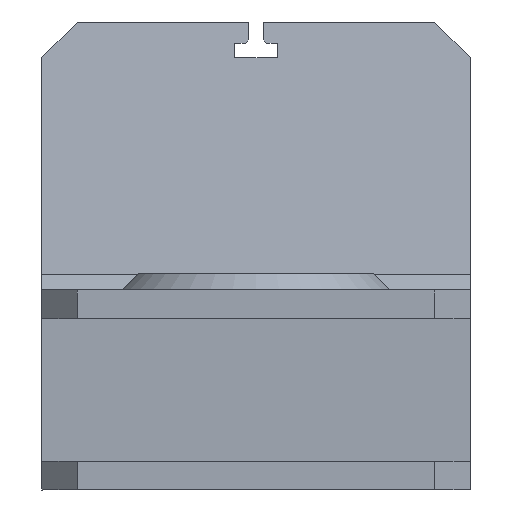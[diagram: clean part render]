
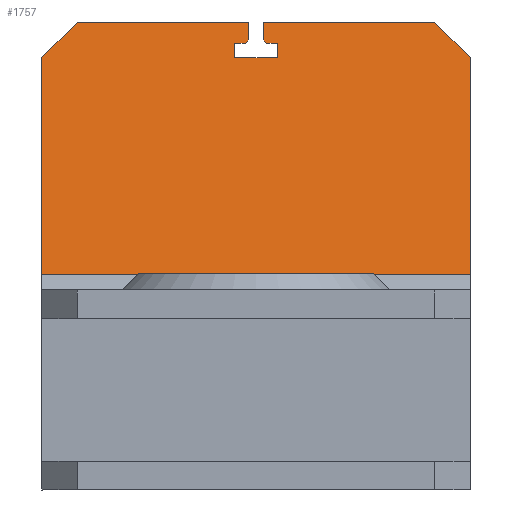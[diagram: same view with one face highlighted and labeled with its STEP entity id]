
A CAD part, left-side view. The second image highlights one B-rep face of the part: STEP entity #1757.
In plain terms, the highlighted face is planar.
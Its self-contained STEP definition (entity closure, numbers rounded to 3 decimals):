
#155=FACE_OUTER_BOUND('',#255,.T.);
#255=EDGE_LOOP('',(#1215,#1216,#1217,#1218,#1219,#1220,#1221,#1222,#1223,
#1224,#1225,#1226,#1227,#1228,#1229,#1230,#1231,#1232,#1233,#1234));
#394=LINE('',#2566,#590);
#403=LINE('',#2585,#599);
#407=LINE('',#2593,#603);
#410=LINE('',#2599,#606);
#411=LINE('',#2601,#607);
#412=LINE('',#2602,#608);
#413=LINE('',#2604,#609);
#414=LINE('',#2606,#610);
#415=LINE('',#2608,#611);
#416=LINE('',#2610,#612);
#417=LINE('',#2612,#613);
#418=LINE('',#2614,#614);
#419=LINE('',#2616,#615);
#420=LINE('',#2618,#616);
#421=LINE('',#2620,#617);
#422=LINE('',#2622,#618);
#423=LINE('',#2624,#619);
#424=LINE('',#2626,#620);
#425=LINE('',#2628,#621);
#426=LINE('',#2629,#622);
#590=VECTOR('',#2046,10.);
#599=VECTOR('',#2057,10.);
#603=VECTOR('',#2063,10.);
#606=VECTOR('',#2068,10.);
#607=VECTOR('',#2069,10.);
#608=VECTOR('',#2070,10.);
#609=VECTOR('',#2071,10.);
#610=VECTOR('',#2072,10.);
#611=VECTOR('',#2073,10.);
#612=VECTOR('',#2074,10.);
#613=VECTOR('',#2075,10.);
#614=VECTOR('',#2076,10.);
#615=VECTOR('',#2077,10.);
#616=VECTOR('',#2078,10.);
#617=VECTOR('',#2079,10.);
#618=VECTOR('',#2080,10.);
#619=VECTOR('',#2081,10.);
#620=VECTOR('',#2082,10.);
#621=VECTOR('',#2083,10.);
#622=VECTOR('',#2084,10.);
#785=VERTEX_POINT('',#2563);
#786=VERTEX_POINT('',#2565);
#794=VERTEX_POINT('',#2583);
#795=VERTEX_POINT('',#2584);
#798=VERTEX_POINT('',#2592);
#800=VERTEX_POINT('',#2598);
#801=VERTEX_POINT('',#2600);
#802=VERTEX_POINT('',#2603);
#803=VERTEX_POINT('',#2605);
#804=VERTEX_POINT('',#2607);
#805=VERTEX_POINT('',#2609);
#806=VERTEX_POINT('',#2611);
#807=VERTEX_POINT('',#2613);
#808=VERTEX_POINT('',#2615);
#809=VERTEX_POINT('',#2617);
#810=VERTEX_POINT('',#2619);
#811=VERTEX_POINT('',#2621);
#812=VERTEX_POINT('',#2623);
#813=VERTEX_POINT('',#2625);
#814=VERTEX_POINT('',#2627);
#947=EDGE_CURVE('',#786,#785,#394,.T.);
#956=EDGE_CURVE('',#794,#795,#403,.T.);
#960=EDGE_CURVE('',#798,#795,#407,.T.);
#963=EDGE_CURVE('',#794,#800,#410,.T.);
#964=EDGE_CURVE('',#800,#801,#411,.T.);
#965=EDGE_CURVE('',#786,#801,#412,.T.);
#966=EDGE_CURVE('',#802,#785,#413,.T.);
#967=EDGE_CURVE('',#802,#803,#414,.T.);
#968=EDGE_CURVE('',#803,#804,#415,.T.);
#969=EDGE_CURVE('',#804,#805,#416,.T.);
#970=EDGE_CURVE('',#806,#805,#417,.T.);
#971=EDGE_CURVE('',#807,#806,#418,.T.);
#972=EDGE_CURVE('',#808,#807,#419,.T.);
#973=EDGE_CURVE('',#808,#809,#420,.T.);
#974=EDGE_CURVE('',#809,#810,#421,.T.);
#975=EDGE_CURVE('',#811,#810,#422,.T.);
#976=EDGE_CURVE('',#811,#812,#423,.T.);
#977=EDGE_CURVE('',#812,#813,#424,.T.);
#978=EDGE_CURVE('',#813,#814,#425,.T.);
#979=EDGE_CURVE('',#814,#798,#426,.T.);
#1215=ORIENTED_EDGE('',*,*,#956,.F.);
#1216=ORIENTED_EDGE('',*,*,#963,.T.);
#1217=ORIENTED_EDGE('',*,*,#964,.T.);
#1218=ORIENTED_EDGE('',*,*,#965,.F.);
#1219=ORIENTED_EDGE('',*,*,#947,.T.);
#1220=ORIENTED_EDGE('',*,*,#966,.F.);
#1221=ORIENTED_EDGE('',*,*,#967,.T.);
#1222=ORIENTED_EDGE('',*,*,#968,.T.);
#1223=ORIENTED_EDGE('',*,*,#969,.T.);
#1224=ORIENTED_EDGE('',*,*,#970,.F.);
#1225=ORIENTED_EDGE('',*,*,#971,.F.);
#1226=ORIENTED_EDGE('',*,*,#972,.F.);
#1227=ORIENTED_EDGE('',*,*,#973,.T.);
#1228=ORIENTED_EDGE('',*,*,#974,.T.);
#1229=ORIENTED_EDGE('',*,*,#975,.F.);
#1230=ORIENTED_EDGE('',*,*,#976,.T.);
#1231=ORIENTED_EDGE('',*,*,#977,.T.);
#1232=ORIENTED_EDGE('',*,*,#978,.T.);
#1233=ORIENTED_EDGE('',*,*,#979,.T.);
#1234=ORIENTED_EDGE('',*,*,#960,.T.);
#1692=PLANE('',#1873);
#1757=ADVANCED_FACE('',(#155),#1692,.T.);
#1873=AXIS2_PLACEMENT_3D('',#2597,#2066,#2067);
#2046=DIRECTION('',(0.174,0.,-0.985));
#2057=DIRECTION('',(0.124,-0.702,-0.702));
#2063=DIRECTION('',(0.,1.,0.));
#2066=DIRECTION('center_axis',(0.985,0.,0.174));
#2067=DIRECTION('ref_axis',(-0.174,0.,0.985));
#2068=DIRECTION('',(-0.174,0.,0.985));
#2069=DIRECTION('',(0.,-1.,0.));
#2070=DIRECTION('',(-0.124,0.702,0.702));
#2071=DIRECTION('',(0.,-1.,0.));
#2072=DIRECTION('',(-0.124,0.702,0.702));
#2073=DIRECTION('',(0.,1.,0.));
#2074=DIRECTION('',(0.124,0.702,-0.702));
#2075=DIRECTION('',(0.,-1.,0.));
#2076=DIRECTION('',(0.174,0.,-0.985));
#2077=DIRECTION('',(0.124,0.702,-0.702));
#2078=DIRECTION('',(0.,-1.,0.));
#2079=DIRECTION('',(0.174,0.,-0.985));
#2080=DIRECTION('',(-0.124,-0.702,0.702));
#2081=DIRECTION('',(0.,1.,0.));
#2082=DIRECTION('',(0.174,0.,-0.985));
#2083=DIRECTION('',(0.,-1.,0.));
#2084=DIRECTION('',(-0.174,0.,0.985));
#2563=CARTESIAN_POINT('',(28.722,-30.,-339.784));
#2565=CARTESIAN_POINT('',(23.382,-30.,-309.5));
#2566=CARTESIAN_POINT('',(28.98,-30.,-341.247));
#2583=CARTESIAN_POINT('',(22.941,-1.,-307.));
#2584=CARTESIAN_POINT('',(23.029,-1.5,-307.5));
#2585=CARTESIAN_POINT('',(23.119,-2.009,-308.009));
#2592=CARTESIAN_POINT('',(23.029,-3.,-307.5));
#2593=CARTESIAN_POINT('',(23.029,14.5,-307.5));
#2597=CARTESIAN_POINT('Origin',(29.112,30.,-342.));
#2598=CARTESIAN_POINT('',(22.5,-1.,-304.5));
#2599=CARTESIAN_POINT('',(25.686,-1.,-322.566));
#2600=CARTESIAN_POINT('',(22.5,-25.,-304.5));
#2601=CARTESIAN_POINT('',(22.5,30.,-304.5));
#2602=CARTESIAN_POINT('',(22.103,-22.747,-302.247));
#2603=CARTESIAN_POINT('',(28.722,-16.534,-339.784));
#2604=CARTESIAN_POINT('',(28.722,30.,-339.784));
#2605=CARTESIAN_POINT('',(28.716,-16.5,-339.75));
#2606=CARTESIAN_POINT('',(27.093,-7.3,-330.55));
#2607=CARTESIAN_POINT('',(28.716,16.5,-339.75));
#2608=CARTESIAN_POINT('',(28.716,6.75,-339.75));
#2609=CARTESIAN_POINT('',(28.722,16.534,-339.784));
#2610=CARTESIAN_POINT('',(29.743,22.328,-345.578));
#2611=CARTESIAN_POINT('',(28.722,30.,-339.784));
#2612=CARTESIAN_POINT('',(28.722,30.,-339.784));
#2613=CARTESIAN_POINT('',(23.382,30.,-309.5));
#2614=CARTESIAN_POINT('',(22.5,30.,-304.5));
#2615=CARTESIAN_POINT('',(22.5,25.,-304.5));
#2616=CARTESIAN_POINT('',(24.707,37.517,-317.017));
#2617=CARTESIAN_POINT('',(22.5,1.,-304.5));
#2618=CARTESIAN_POINT('',(22.5,30.,-304.5));
#2619=CARTESIAN_POINT('',(22.941,1.,-307.));
#2620=CARTESIAN_POINT('',(25.942,1.,-324.021));
#2621=CARTESIAN_POINT('',(23.029,1.5,-307.5));
#2622=CARTESIAN_POINT('',(25.723,16.78,-322.78));
#2623=CARTESIAN_POINT('',(23.029,3.,-307.5));
#2624=CARTESIAN_POINT('',(23.029,16.5,-307.5));
#2625=CARTESIAN_POINT('',(23.382,3.,-309.5));
#2626=CARTESIAN_POINT('',(26.113,3.,-324.991));
#2627=CARTESIAN_POINT('',(23.382,-3.,-309.5));
#2628=CARTESIAN_POINT('',(23.382,13.5,-309.5));
#2629=CARTESIAN_POINT('',(25.942,-3.,-324.021));
